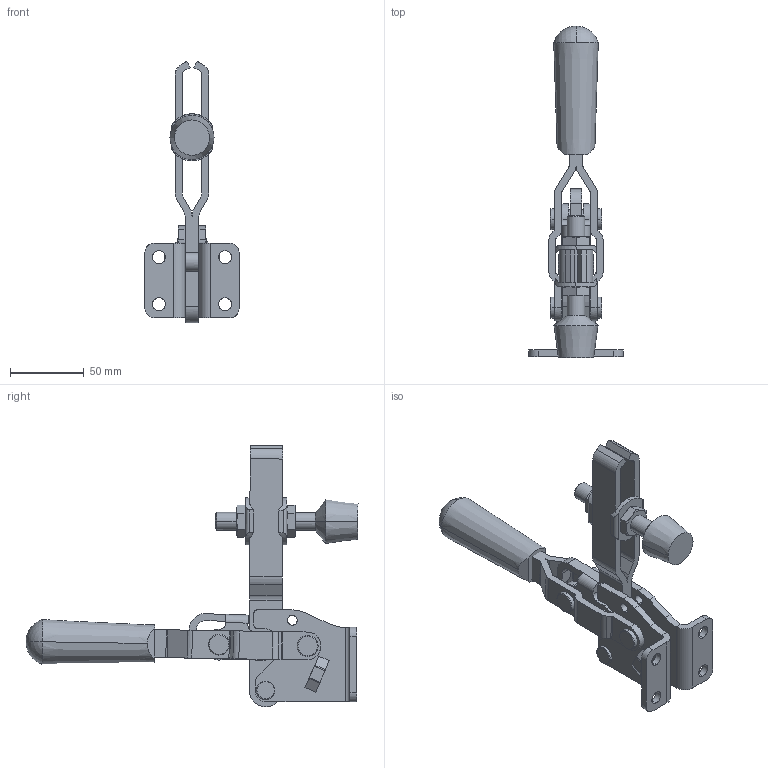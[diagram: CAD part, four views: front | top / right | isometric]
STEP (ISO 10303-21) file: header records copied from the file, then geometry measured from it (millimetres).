
FILE_DESCRIPTION(('CATIA V5 STEP Exchange'),'2;1');
FILE_NAME('TD2-47U.stp','2012-08-28T13:16:36+00:00',('none'),('none'),'CATIA Version 5 Release 19 SP 9 (IN-10)','CATIA V5 STEP AP203','none');
FILE_SCHEMA(('CONFIG_CONTROL_DESIGN'));
Length unit declared in the file: millimetre
Products named in the file (1): TD2-47U
Bounding box: 64 x 225.86 x 177.83 mm (x, y, z)
Volume: 212998.3 mm3; surface area: 83077.1 mm2
Topology: 8 solids, 8 shells, 410 faces, 1039 edges, 667 vertices
Faces by surface type: cylinder 173, plane 165, cone 48, torus 20, sphere 4
Entity records: 14969 total; most frequent: CARTESIAN_POINT 5581, ORIENTED_EDGE 2078, DIRECTION 1580, EDGE_CURVE 1039, VERTEX_POINT 667, AXIS2_PLACEMENT_3D 638, VECTOR 533, LINE 533
